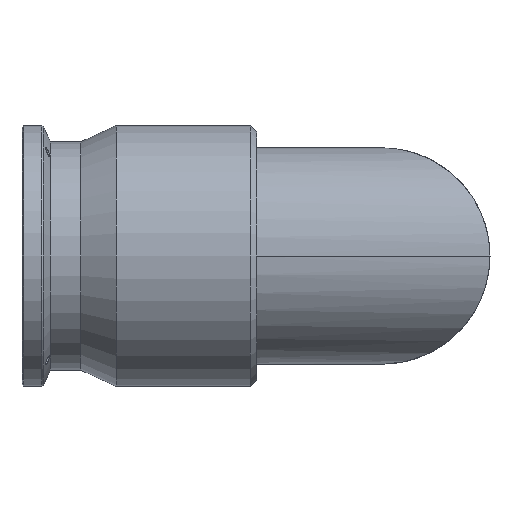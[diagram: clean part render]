
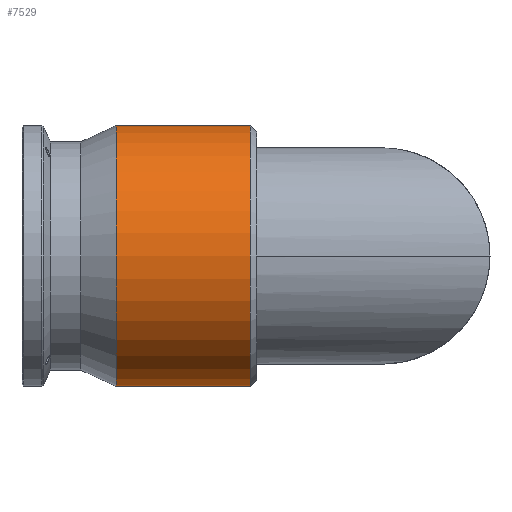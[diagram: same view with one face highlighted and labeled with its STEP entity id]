
A CAD part, left-side view. The second image highlights one B-rep face of the part: STEP entity #7529.
In plain terms, the highlighted cylindrical face has radius 10.516 mm (diameter 21.031 mm), a partial arc.
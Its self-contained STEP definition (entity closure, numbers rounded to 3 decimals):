
#1500=CARTESIAN_POINT('',(-24.181,10.566,0.));
#1501=DIRECTION('',(0.,-1.,0.));
#1502=DIRECTION('',(0.,0.,1.));
#1503=AXIS2_PLACEMENT_3D('',#1500,#1501,#1502);
#1505=DIRECTION('',(0.,-1.,0.));
#1506=VECTOR('',#1505,10.807);
#1507=CARTESIAN_POINT('',(-24.181,21.374,-10.516));
#1508=LINE('',#1507,#1506);
#1509=CARTESIAN_POINT('',(-24.181,21.374,0.));
#1510=DIRECTION('',(0.,-1.,0.));
#1511=DIRECTION('',(0.,0.,1.));
#1512=AXIS2_PLACEMENT_3D('',#1509,#1510,#1511);
#1514=DIRECTION('',(0.,-1.,0.));
#1515=VECTOR('',#1514,10.807);
#1516=CARTESIAN_POINT('',(-24.181,21.374,10.516));
#1517=LINE('',#1516,#1515);
#5324=CARTESIAN_POINT('',(-24.181,21.374,-10.516));
#5325=CARTESIAN_POINT('',(-24.181,21.374,10.516));
#5326=VERTEX_POINT('',#5324);
#5327=VERTEX_POINT('',#5325);
#5348=CARTESIAN_POINT('',(-24.181,10.566,-10.516));
#5349=CARTESIAN_POINT('',(-24.181,10.566,10.516));
#5350=VERTEX_POINT('',#5348);
#5351=VERTEX_POINT('',#5349);
#7515=CARTESIAN_POINT('',(-24.181,29.901,0.));
#7516=DIRECTION('',(0.,-1.,0.));
#7517=DIRECTION('',(0.,0.,-1.));
#7518=AXIS2_PLACEMENT_3D('',#7515,#7516,#7517);
#7519=CYLINDRICAL_SURFACE('',#7518,10.516);
#7520=ORIENTED_EDGE('',*,*,#7509,.T.);
#7522=ORIENTED_EDGE('',*,*,#7521,.F.);
#7524=ORIENTED_EDGE('',*,*,#7523,.F.);
#7526=ORIENTED_EDGE('',*,*,#7525,.T.);
#7527=EDGE_LOOP('',(#7520,#7522,#7524,#7526));
#7528=FACE_OUTER_BOUND('',#7527,.F.);
#7529=ADVANCED_FACE('',(#7528),#7519,.T.);
#1504=CIRCLE('',#1503,10.516);
#1513=CIRCLE('',#1512,10.516);
#7509=EDGE_CURVE('',#5351,#5350,#1504,.T.);
#7521=EDGE_CURVE('',#5326,#5350,#1508,.T.);
#7523=EDGE_CURVE('',#5327,#5326,#1513,.T.);
#7525=EDGE_CURVE('',#5327,#5351,#1517,.T.);
